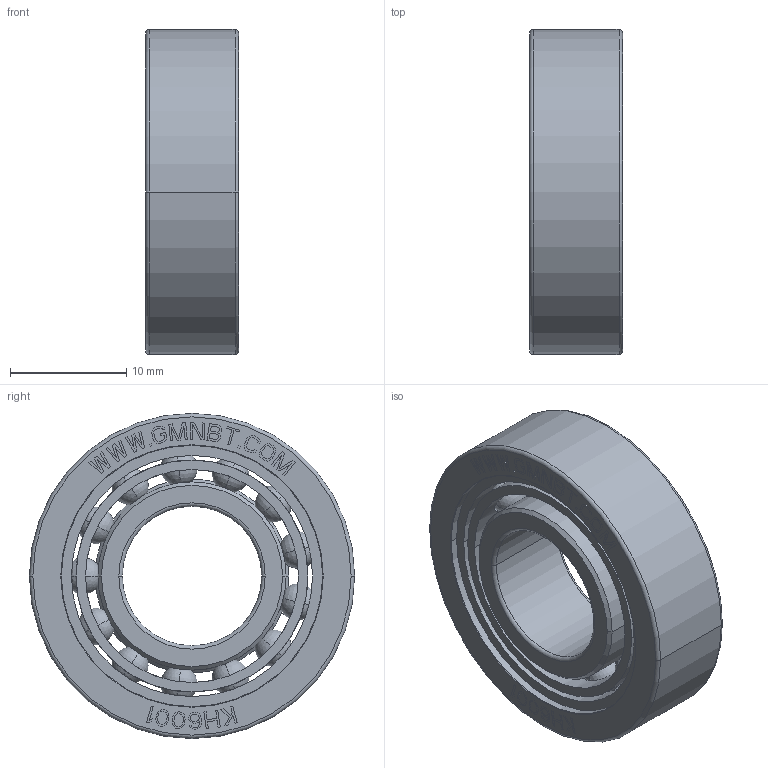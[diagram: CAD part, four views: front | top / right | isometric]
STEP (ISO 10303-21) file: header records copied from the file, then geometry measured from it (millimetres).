
FILE_DESCRIPTION((''),'2;1');
FILE_NAME('KH6001_PRT','2014-11-17T',('sales 4'),(''),'PRO/ENGINEER BY PARAMETRIC TECHNOLOGY CORPORATION, 2013150','PRO/ENGINEER BY PARAMETRIC TECHNOLOGY CORPORATION, 2013150','');
FILE_SCHEMA(('AUTOMOTIVE_DESIGN { 1 0 10303 214 1 1 1 1 }'));
Length unit declared in the file: millimetre
Products named in the file (1): KH6001_PRT
Bounding box: 8.01 x 28 x 28 mm (x, y, z)
Volume: 3142.3 mm3; surface area: 3803.4 mm2
Topology: 16 solids, 16 shells, 562 faces, 1565 edges, 1008 vertices
Faces by surface type: plane 470, cylinder 44, sphere 26, torus 12, cone 10
Entity records: 24532 total; most frequent: CARTESIAN_POINT 5379, ORIENTED_EDGE 3026, DIRECTION 2679, PRESENTATION_STYLE_ASSIGNMENT 1554, STYLED_ITEM 1529, CURVE_STYLE 1513, EDGE_CURVE 1513, VECTOR 1367
